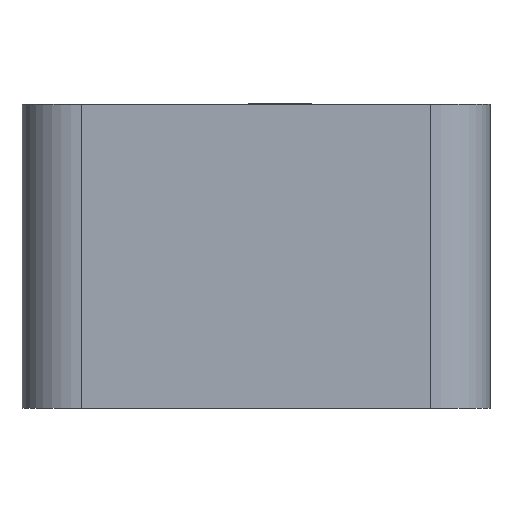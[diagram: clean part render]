
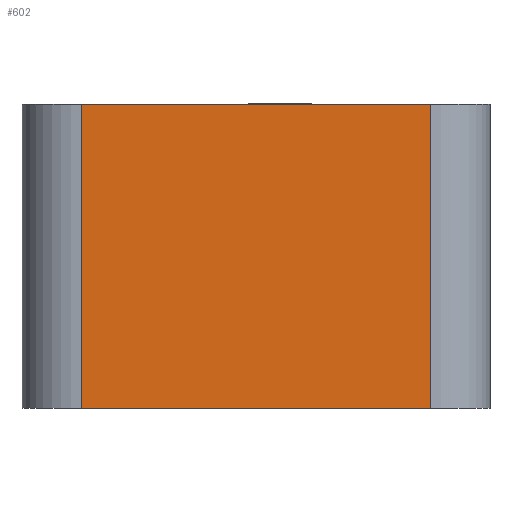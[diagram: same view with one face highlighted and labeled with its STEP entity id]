
A CAD part, front view. The second image highlights one B-rep face of the part: STEP entity #602.
In plain terms, the highlighted planar face has unit normal (0, -1, 0).
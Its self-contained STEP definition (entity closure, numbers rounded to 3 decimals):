
#419=CARTESIAN_POINT('',(93.6,7.,0.));
#420=VERTEX_POINT('',#419);
#428=CARTESIAN_POINT('',(18.,7.,0.));
#429=VERTEX_POINT('',#428);
#430=CARTESIAN_POINT('',(93.6,7.,0.));
#431=DIRECTION('',(-1.,-0.,0.));
#432=VECTOR('',#431,75.6);
#433=LINE('',#430,#432);
#434=EDGE_CURVE('',#420,#429,#433,.T.);
#572=CARTESIAN_POINT('',(55.8,7.,66.));
#573=DIRECTION('',(0.,-1.,0.));
#574=DIRECTION('',(1.,0.,0.));
#575=AXIS2_PLACEMENT_3D('',#572,#573,#574);
#576=PLANE('',#575);
#577=CARTESIAN_POINT('',(93.6,7.,66.));
#578=VERTEX_POINT('',#577);
#579=CARTESIAN_POINT('',(18.,7.,66.));
#580=VERTEX_POINT('',#579);
#581=CARTESIAN_POINT('',(93.6,7.,66.));
#582=DIRECTION('',(-1.,-0.,0.));
#583=VECTOR('',#582,75.6);
#584=LINE('',#581,#583);
#585=EDGE_CURVE('',#578,#580,#584,.T.);
#586=ORIENTED_EDGE('',*,*,#585,.T.);
#587=CARTESIAN_POINT('',(18.,7.,66.));
#588=DIRECTION('',(0.,0.,-1.));
#589=VECTOR('',#588,66.);
#590=LINE('',#587,#589);
#591=EDGE_CURVE('',#580,#429,#590,.T.);
#592=ORIENTED_EDGE('',*,*,#591,.T.);
#593=ORIENTED_EDGE('',*,*,#434,.F.);
#594=CARTESIAN_POINT('',(93.6,7.,0.));
#595=DIRECTION('',(-0.,-0.,1.));
#596=VECTOR('',#595,66.);
#597=LINE('',#594,#596);
#598=EDGE_CURVE('',#420,#578,#597,.T.);
#599=ORIENTED_EDGE('',*,*,#598,.T.);
#600=EDGE_LOOP('',(#586,#592,#593,#599));
#601=FACE_BOUND('',#600,.T.);
#602=ADVANCED_FACE('',(#601),#576,.T.);
